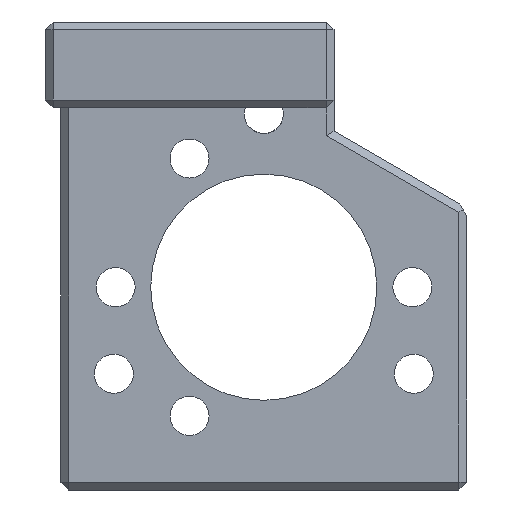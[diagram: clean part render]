
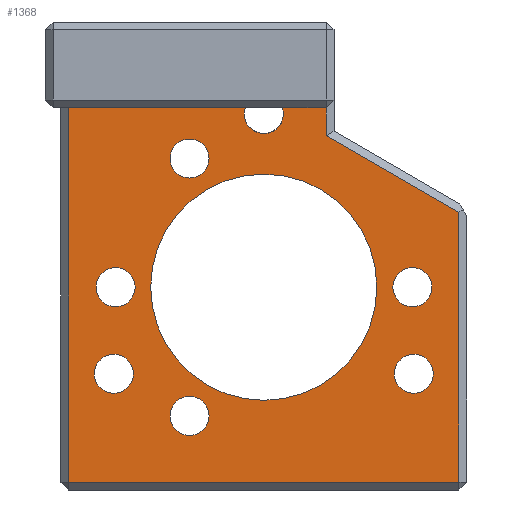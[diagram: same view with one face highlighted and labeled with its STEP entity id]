
A CAD part, front view. The second image highlights one B-rep face of the part: STEP entity #1368.
In plain terms, the highlighted planar face has unit normal (0, -1, 0).
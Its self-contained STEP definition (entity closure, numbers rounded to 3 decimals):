
#47=FACE_BOUND('',#266,.T.);
#48=FACE_BOUND('',#267,.T.);
#49=FACE_BOUND('',#268,.T.);
#50=FACE_BOUND('',#269,.T.);
#51=FACE_BOUND('',#270,.T.);
#52=FACE_BOUND('',#271,.T.);
#53=FACE_BOUND('',#272,.T.);
#73=CIRCLE('',#1442,1.25);
#74=CIRCLE('',#1443,1.25);
#87=CIRCLE('',#1497,1.25);
#88=CIRCLE('',#1498,1.25);
#89=CIRCLE('',#1499,7.25);
#90=CIRCLE('',#1500,1.25);
#91=CIRCLE('',#1501,1.25);
#92=CIRCLE('',#1502,1.25);
#93=CIRCLE('',#1503,1.25);
#94=CIRCLE('',#1504,1.25);
#95=CIRCLE('',#1505,1.25);
#96=CIRCLE('',#1506,1.25);
#97=CIRCLE('',#1507,1.25);
#98=CIRCLE('',#1508,1.25);
#99=CIRCLE('',#1509,1.25);
#172=FACE_OUTER_BOUND('',#265,.T.);
#265=EDGE_LOOP('',(#1106,#1107,#1108,#1109,#1110,#1111,#1112,#1113,#1114));
#266=EDGE_LOOP('',(#1115));
#267=EDGE_LOOP('',(#1116,#1117));
#268=EDGE_LOOP('',(#1118,#1119));
#269=EDGE_LOOP('',(#1120,#1121));
#270=EDGE_LOOP('',(#1122,#1123));
#271=EDGE_LOOP('',(#1124,#1125));
#272=EDGE_LOOP('',(#1126,#1127));
#316=LINE('',#1998,#446);
#320=LINE('',#2005,#450);
#379=LINE('',#2155,#509);
#392=LINE('',#2198,#522);
#396=LINE('',#2205,#526);
#405=LINE('',#2224,#535);
#407=LINE('',#2227,#537);
#446=VECTOR('',#1578,10.);
#450=VECTOR('',#1584,10.);
#509=VECTOR('',#1727,10.);
#522=VECTOR('',#1774,10.);
#526=VECTOR('',#1780,10.);
#535=VECTOR('',#1803,10.);
#537=VECTOR('',#1805,10.);
#574=VERTEX_POINT('',#1995);
#575=VERTEX_POINT('',#1997);
#577=VERTEX_POINT('',#2003);
#602=VERTEX_POINT('',#2058);
#603=VERTEX_POINT('',#2060);
#626=VERTEX_POINT('',#2150);
#639=VERTEX_POINT('',#2194);
#640=VERTEX_POINT('',#2201);
#644=VERTEX_POINT('',#2223);
#645=VERTEX_POINT('',#2225);
#651=VERTEX_POINT('',#2240);
#652=VERTEX_POINT('',#2243);
#653=VERTEX_POINT('',#2245);
#654=VERTEX_POINT('',#2246);
#655=VERTEX_POINT('',#2249);
#656=VERTEX_POINT('',#2250);
#657=VERTEX_POINT('',#2253);
#658=VERTEX_POINT('',#2254);
#659=VERTEX_POINT('',#2257);
#660=VERTEX_POINT('',#2258);
#661=VERTEX_POINT('',#2261);
#662=VERTEX_POINT('',#2262);
#696=EDGE_CURVE('',#574,#575,#316,.T.);
#700=EDGE_CURVE('',#577,#574,#320,.T.);
#727=EDGE_CURVE('',#603,#602,#73,.T.);
#728=EDGE_CURVE('',#602,#603,#74,.T.);
#777=EDGE_CURVE('',#626,#577,#379,.T.);
#796=EDGE_CURVE('',#575,#639,#392,.T.);
#800=EDGE_CURVE('',#639,#640,#396,.T.);
#809=EDGE_CURVE('',#640,#644,#405,.T.);
#811=EDGE_CURVE('',#645,#626,#407,.T.);
#818=EDGE_CURVE('',#645,#651,#87,.T.);
#819=EDGE_CURVE('',#651,#644,#88,.T.);
#820=EDGE_CURVE('',#652,#652,#89,.T.);
#821=EDGE_CURVE('',#653,#654,#90,.T.);
#822=EDGE_CURVE('',#654,#653,#91,.T.);
#823=EDGE_CURVE('',#655,#656,#92,.T.);
#824=EDGE_CURVE('',#656,#655,#93,.T.);
#825=EDGE_CURVE('',#657,#658,#94,.T.);
#826=EDGE_CURVE('',#658,#657,#95,.T.);
#827=EDGE_CURVE('',#659,#660,#96,.T.);
#828=EDGE_CURVE('',#660,#659,#97,.T.);
#829=EDGE_CURVE('',#661,#662,#98,.T.);
#830=EDGE_CURVE('',#662,#661,#99,.T.);
#1106=ORIENTED_EDGE('',*,*,#777,.F.);
#1107=ORIENTED_EDGE('',*,*,#811,.F.);
#1108=ORIENTED_EDGE('',*,*,#818,.T.);
#1109=ORIENTED_EDGE('',*,*,#819,.T.);
#1110=ORIENTED_EDGE('',*,*,#809,.F.);
#1111=ORIENTED_EDGE('',*,*,#800,.F.);
#1112=ORIENTED_EDGE('',*,*,#796,.F.);
#1113=ORIENTED_EDGE('',*,*,#696,.F.);
#1114=ORIENTED_EDGE('',*,*,#700,.F.);
#1115=ORIENTED_EDGE('',*,*,#820,.F.);
#1116=ORIENTED_EDGE('',*,*,#727,.T.);
#1117=ORIENTED_EDGE('',*,*,#728,.T.);
#1118=ORIENTED_EDGE('',*,*,#821,.T.);
#1119=ORIENTED_EDGE('',*,*,#822,.T.);
#1120=ORIENTED_EDGE('',*,*,#823,.T.);
#1121=ORIENTED_EDGE('',*,*,#824,.T.);
#1122=ORIENTED_EDGE('',*,*,#825,.T.);
#1123=ORIENTED_EDGE('',*,*,#826,.T.);
#1124=ORIENTED_EDGE('',*,*,#827,.T.);
#1125=ORIENTED_EDGE('',*,*,#828,.T.);
#1126=ORIENTED_EDGE('',*,*,#829,.T.);
#1127=ORIENTED_EDGE('',*,*,#830,.T.);
#1310=PLANE('',#1496);
#1368=ADVANCED_FACE('',(#172,#47,#48,#49,#50,#51,#52,#53),#1310,.F.);
#1442=AXIS2_PLACEMENT_3D('',#2061,#1633,#1634);
#1443=AXIS2_PLACEMENT_3D('',#2062,#1635,#1636);
#1496=AXIS2_PLACEMENT_3D('',#2239,#1818,#1819);
#1497=AXIS2_PLACEMENT_3D('',#2241,#1820,#1821);
#1498=AXIS2_PLACEMENT_3D('',#2242,#1822,#1823);
#1499=AXIS2_PLACEMENT_3D('',#2244,#1824,#1825);
#1500=AXIS2_PLACEMENT_3D('',#2247,#1826,#1827);
#1501=AXIS2_PLACEMENT_3D('',#2248,#1828,#1829);
#1502=AXIS2_PLACEMENT_3D('',#2251,#1830,#1831);
#1503=AXIS2_PLACEMENT_3D('',#2252,#1832,#1833);
#1504=AXIS2_PLACEMENT_3D('',#2255,#1834,#1835);
#1505=AXIS2_PLACEMENT_3D('',#2256,#1836,#1837);
#1506=AXIS2_PLACEMENT_3D('',#2259,#1838,#1839);
#1507=AXIS2_PLACEMENT_3D('',#2260,#1840,#1841);
#1508=AXIS2_PLACEMENT_3D('',#2263,#1842,#1843);
#1509=AXIS2_PLACEMENT_3D('',#2264,#1844,#1845);
#1578=DIRECTION('',(0.,0.,-1.));
#1584=DIRECTION('',(0.866,0.,-0.5));
#1633=DIRECTION('center_axis',(0.,1.,0.));
#1634=DIRECTION('ref_axis',(1.,0.,0.));
#1635=DIRECTION('center_axis',(0.,1.,0.));
#1636=DIRECTION('ref_axis',(1.,0.,0.));
#1727=DIRECTION('',(0.,0.,-1.));
#1774=DIRECTION('',(-1.,0.,0.));
#1780=DIRECTION('',(0.,0.,1.));
#1803=DIRECTION('',(1.,0.,0.));
#1805=DIRECTION('',(1.,0.,0.));
#1818=DIRECTION('center_axis',(0.,1.,0.));
#1819=DIRECTION('ref_axis',(0.,0.,1.));
#1820=DIRECTION('center_axis',(0.,1.,0.));
#1821=DIRECTION('ref_axis',(1.,0.,0.));
#1822=DIRECTION('center_axis',(0.,1.,0.));
#1823=DIRECTION('ref_axis',(1.,0.,0.));
#1824=DIRECTION('center_axis',(0.,-1.,0.));
#1825=DIRECTION('ref_axis',(1.,0.,0.));
#1826=DIRECTION('center_axis',(0.,1.,0.));
#1827=DIRECTION('ref_axis',(1.,0.,0.));
#1828=DIRECTION('center_axis',(0.,1.,0.));
#1829=DIRECTION('ref_axis',(1.,0.,0.));
#1830=DIRECTION('center_axis',(0.,1.,0.));
#1831=DIRECTION('ref_axis',(1.,0.,0.));
#1832=DIRECTION('center_axis',(0.,1.,0.));
#1833=DIRECTION('ref_axis',(1.,0.,0.));
#1834=DIRECTION('center_axis',(0.,1.,0.));
#1835=DIRECTION('ref_axis',(1.,0.,0.));
#1836=DIRECTION('center_axis',(0.,1.,0.));
#1837=DIRECTION('ref_axis',(1.,0.,0.));
#1838=DIRECTION('center_axis',(0.,1.,0.));
#1839=DIRECTION('ref_axis',(1.,0.,0.));
#1840=DIRECTION('center_axis',(0.,1.,0.));
#1841=DIRECTION('ref_axis',(1.,0.,0.));
#1842=DIRECTION('center_axis',(0.,1.,0.));
#1843=DIRECTION('ref_axis',(1.,0.,0.));
#1844=DIRECTION('center_axis',(0.,1.,0.));
#1845=DIRECTION('ref_axis',(1.,0.,0.));
#1995=CARTESIAN_POINT('',(12.5,-5.,3.304));
#1997=CARTESIAN_POINT('',(12.5,-5.,-14.));
#1998=CARTESIAN_POINT('',(12.5,-5.,-5.547));
#2003=CARTESIAN_POINT('',(4.,-5.,8.211));
#2005=CARTESIAN_POINT('',(6.091,-5.,7.004));
#2058=CARTESIAN_POINT('',(-10.75,-5.,-1.5));
#2060=CARTESIAN_POINT('',(-8.25,-5.,-1.5));
#2061=CARTESIAN_POINT('Origin',(-9.5,-5.,-1.5));
#2062=CARTESIAN_POINT('Origin',(-9.5,-5.,-1.5));
#2150=CARTESIAN_POINT('',(4.,-5.,10.));
#2155=CARTESIAN_POINT('',(4.,-5.,5.301));
#2194=CARTESIAN_POINT('',(-12.5,-5.,-14.));
#2198=CARTESIAN_POINT('',(0.302,-5.,-14.));
#2201=CARTESIAN_POINT('',(-12.5,-5.,10.));
#2205=CARTESIAN_POINT('',(-12.5,-5.,-4.043));
#2223=CARTESIAN_POINT('',(-1.184,-5.,10.));
#2224=CARTESIAN_POINT('',(17.348,-5.,10.));
#2225=CARTESIAN_POINT('',(1.184,-5.,10.));
#2227=CARTESIAN_POINT('',(17.348,-5.,10.));
#2239=CARTESIAN_POINT('Origin',(1.674,-5.,-4.897));
#2240=CARTESIAN_POINT('',(-1.25,-5.,9.6));
#2241=CARTESIAN_POINT('Origin',(0.,-5.,9.6));
#2242=CARTESIAN_POINT('Origin',(0.,-5.,9.6));
#2243=CARTESIAN_POINT('',(-7.25,-5.,-1.5));
#2244=CARTESIAN_POINT('Origin',(0.,-5.,-1.5));
#2245=CARTESIAN_POINT('',(-8.363,-5.,-7.05));
#2246=CARTESIAN_POINT('',(-10.863,-5.,-7.05));
#2247=CARTESIAN_POINT('Origin',(-9.613,-5.,-7.05));
#2248=CARTESIAN_POINT('Origin',(-9.613,-5.,-7.05));
#2249=CARTESIAN_POINT('',(10.775,-5.,-1.5));
#2250=CARTESIAN_POINT('',(8.275,-5.,-1.5));
#2251=CARTESIAN_POINT('Origin',(9.525,-5.,-1.5));
#2252=CARTESIAN_POINT('Origin',(9.525,-5.,-1.5));
#2253=CARTESIAN_POINT('',(-3.513,-5.,6.749));
#2254=CARTESIAN_POINT('',(-6.013,-5.,6.749));
#2255=CARTESIAN_POINT('Origin',(-4.763,-5.,6.749));
#2256=CARTESIAN_POINT('Origin',(-4.763,-5.,6.749));
#2257=CARTESIAN_POINT('',(-3.513,-5.,-9.749));
#2258=CARTESIAN_POINT('',(-6.013,-5.,-9.749));
#2259=CARTESIAN_POINT('Origin',(-4.763,-5.,-9.749));
#2260=CARTESIAN_POINT('Origin',(-4.763,-5.,-9.749));
#2261=CARTESIAN_POINT('',(10.863,-5.,-7.05));
#2262=CARTESIAN_POINT('',(8.363,-5.,-7.05));
#2263=CARTESIAN_POINT('Origin',(9.613,-5.,-7.05));
#2264=CARTESIAN_POINT('Origin',(9.613,-5.,-7.05));
